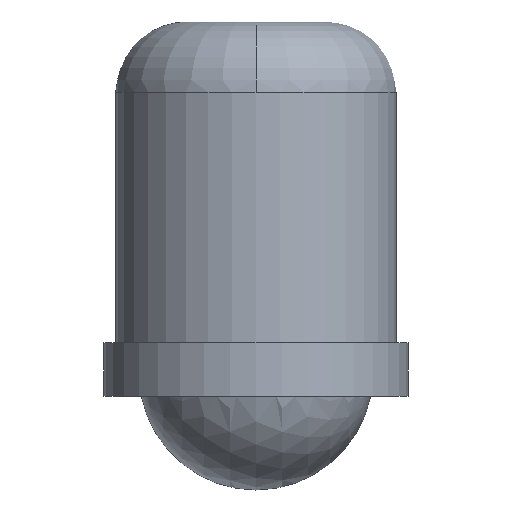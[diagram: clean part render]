
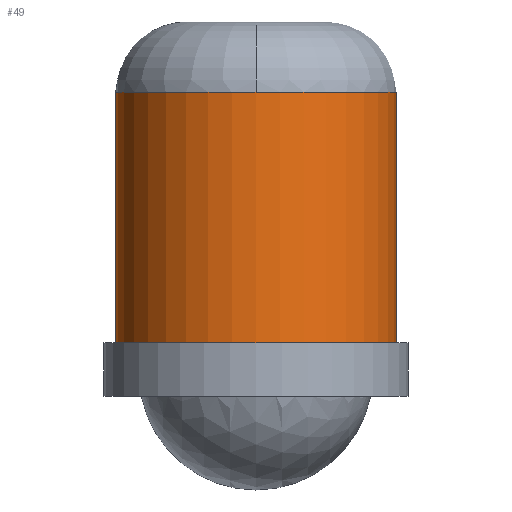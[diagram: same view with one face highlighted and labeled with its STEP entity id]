
A CAD part, front view. The second image highlights one B-rep face of the part: STEP entity #49.
In plain terms, the highlighted cylindrical face has radius 6 mm (diameter 12 mm), a partial arc.
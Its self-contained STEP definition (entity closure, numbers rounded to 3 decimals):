
#49=ADVANCED_FACE('',(#110),#111,.T.);
#110=FACE_OUTER_BOUND('',#184,.T.);
#111=CYLINDRICAL_SURFACE('',#185,6.);
#184=EDGE_LOOP('',(#261,#262,#263,#264,#265));
#185=AXIS2_PLACEMENT_3D('',#266,#267,#268);
#261=ORIENTED_EDGE('',*,*,#421,.F.);
#262=ORIENTED_EDGE('',*,*,#422,.T.);
#263=ORIENTED_EDGE('',*,*,#423,.T.);
#264=ORIENTED_EDGE('',*,*,#424,.F.);
#265=ORIENTED_EDGE('',*,*,#425,.F.);
#266=CARTESIAN_POINT('',(0.,0.0,11.65));
#267=DIRECTION('',(0.,0.,-1.0));
#268=DIRECTION('',(1.0,0.,0.));
#421=EDGE_CURVE('',#490,#491,#492,.T.);
#422=EDGE_CURVE('',#490,#493,#494,.T.);
#423=EDGE_CURVE('',#493,#495,#496,.T.);
#424=EDGE_CURVE('',#497,#495,#498,.T.);
#425=EDGE_CURVE('',#491,#497,#499,.T.);
#490=VERTEX_POINT('',#581);
#491=VERTEX_POINT('',#582);
#492=LINE('',#583,#584);
#493=VERTEX_POINT('',#585);
#494=CIRCLE('',#586,6.);
#495=VERTEX_POINT('',#587);
#496=CIRCLE('',#588,6.);
#497=VERTEX_POINT('',#589);
#498=LINE('',#590,#591);
#499=CIRCLE('',#592,6.0);
#581=CARTESIAN_POINT('',(6.,0.,17.0));
#582=CARTESIAN_POINT('',(6.0,0.,6.3));
#583=CARTESIAN_POINT('',(6.,0.,11.65));
#584=VECTOR('',#676,1.0);
#585=CARTESIAN_POINT('',(0.,-6.,17.0));
#586=AXIS2_PLACEMENT_3D('',#677,#678,#679);
#587=CARTESIAN_POINT('',(-6.,0.,17.0));
#588=AXIS2_PLACEMENT_3D('',#680,#681,#682);
#589=CARTESIAN_POINT('',(-6.0,0.,6.3));
#590=CARTESIAN_POINT('',(-6.,0.,11.65));
#591=VECTOR('',#683,1.0);
#592=AXIS2_PLACEMENT_3D('',#684,#685,#686);
#676=DIRECTION('',(0.,0.0,-1.0));
#677=CARTESIAN_POINT('',(0.,0.0,17.0));
#678=DIRECTION('',(0.,0.0,-1.0));
#679=DIRECTION('',(1.0,0.,0.));
#680=CARTESIAN_POINT('',(0.,0.0,17.0));
#681=DIRECTION('',(0.,0.0,-1.0));
#682=DIRECTION('',(1.0,0.,0.));
#683=DIRECTION('',(0.,-0.0,1.0));
#684=CARTESIAN_POINT('',(0.,0.0,6.3));
#685=DIRECTION('',(0.,0.0,-1.0));
#686=DIRECTION('',(1.0,0.,0.));
